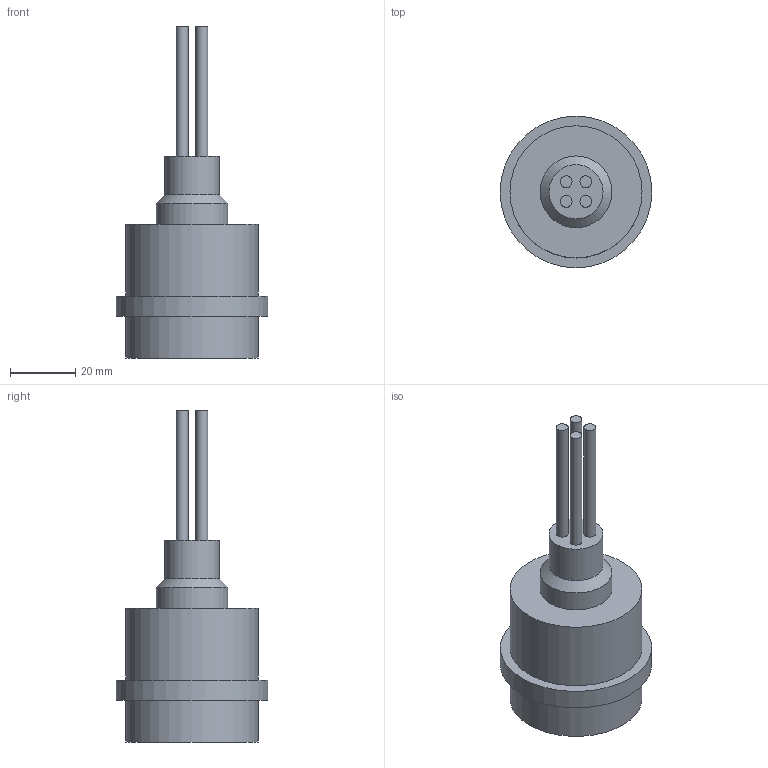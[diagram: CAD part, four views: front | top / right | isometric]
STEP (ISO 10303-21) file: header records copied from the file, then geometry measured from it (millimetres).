
FILE_DESCRIPTION(/* description */ (''),/* implementation_level */ '2;1');
FILE_NAME(/* name */ 'HPOM4F.stp',/* time_stamp */ '2014-11-14T08:43:40+01:00',/* author */ ('sh'),/* organization */ (''),/* preprocessor_version */ 'ST-DEVELOPER v15.2',/* originating_system */ 'Autodesk Inventor 2014',/* authorisation */ '');
FILE_SCHEMA (('AUTOMOTIVE_DESIGN { 1 0 10303 214 3 1 1 }'));
Length unit declared in the file: millimetre
Products named in the file (1): HPOM4F
Bounding box: 46.5 x 46.5 x 101.8 mm (x, y, z)
Volume: 57951.8 mm3; surface area: 14255.1 mm2
Topology: 1 solids, 1 shells, 103 faces, 250 edges, 166 vertices
Faces by surface type: plane 57, bspline 31, cylinder 14, cone 1
Full cylindrical faces by diameter (mm): 3.2 x1, 3.6 x4, 7.8 x4, 16.6 x1, 22 x1, 40.5 x2, 46.5 x1
Entity records: 3205 total; most frequent: CARTESIAN_POINT 908, ORIENTED_EDGE 470, DIRECTION 347, EDGE_CURVE 235, VERTEX_POINT 166, LINE 145, VECTOR 145, EDGE_LOOP 135
